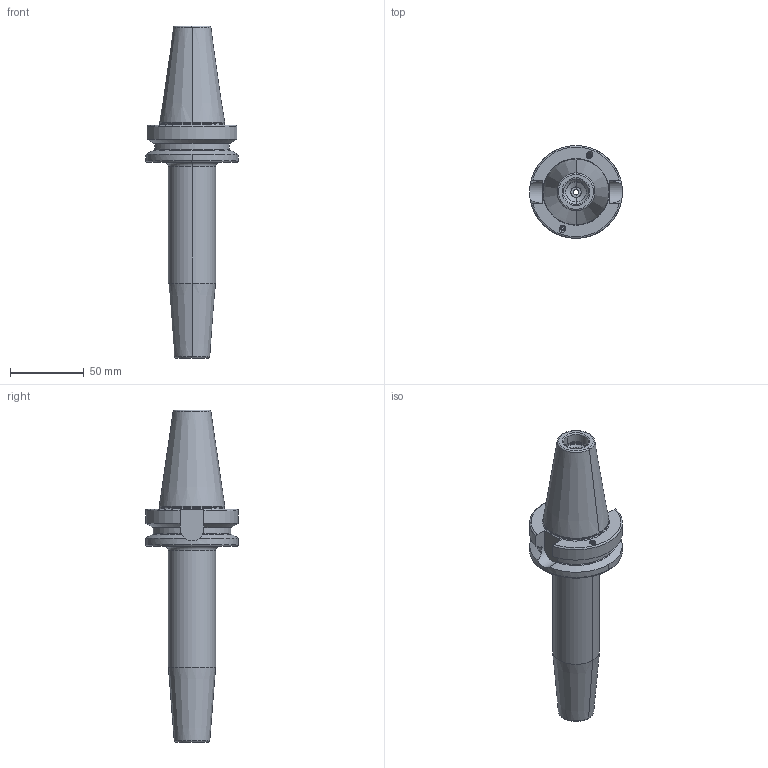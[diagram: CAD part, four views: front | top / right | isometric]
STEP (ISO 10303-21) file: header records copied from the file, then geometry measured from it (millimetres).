
FILE_DESCRIPTION((''),'2;1');
FILE_NAME('406_70_10_2','2020-08-31T',('101107'),(''),'CREO PARAMETRIC BY PTC INC, 2016260','CREO PARAMETRIC BY PTC INC, 2016260','');
FILE_SCHEMA(('CONFIG_CONTROL_DESIGN'));
Length unit declared in the file: millimetre
Products named in the file (1): 406_70_10_2
Bounding box: 63 x 63 x 225.4 mm (x, y, z)
Volume: 201730.2 mm3; surface area: 40242.7 mm2
Topology: 1 solids, 1 shells, 143 faces, 328 edges, 198 vertices
Faces by surface type: plane 49, cylinder 38, cone 30, torus 26
Entity records: 4427 total; most frequent: CARTESIAN_POINT 1155, DIRECTION 704, ORIENTED_EDGE 656, EDGE_CURVE 328, AXIS2_PLACEMENT_3D 290, VERTEX_POINT 198, EDGE_LOOP 156, CIRCLE 144
